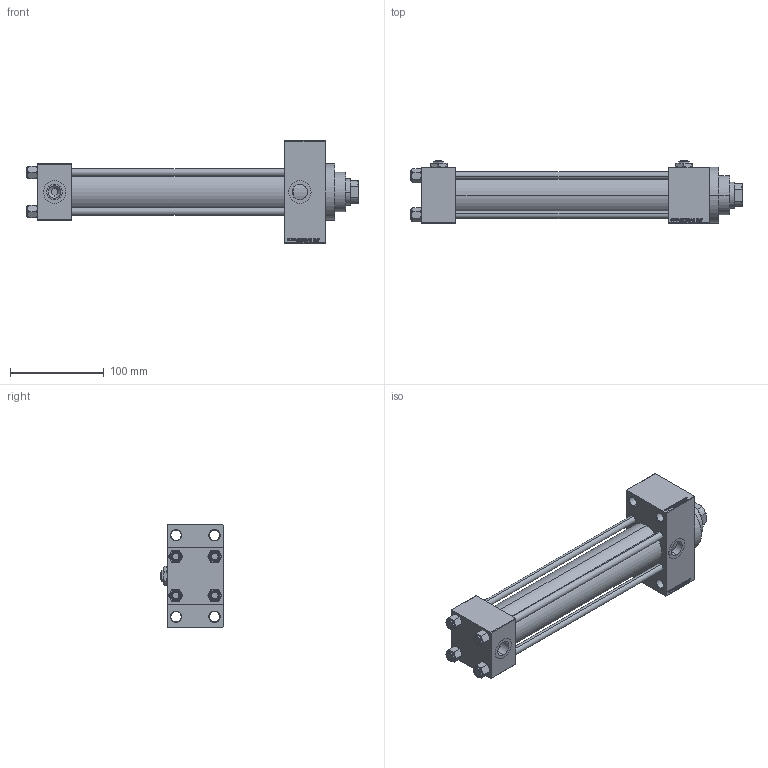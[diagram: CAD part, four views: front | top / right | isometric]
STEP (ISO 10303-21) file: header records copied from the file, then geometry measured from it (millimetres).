
FILE_DESCRIPTION (( 'STEP AP203' ), '1' );
FILE_NAME ('930d.STEP', '2023-09-13T10:46:18', ( '' ), ( '' ), 'SwSTEP 2.0', 'SolidWorks 2019', '' );
FILE_SCHEMA (( 'CONFIG_CONTROL_DESIGN' ));
Length unit declared in the file: millimetre
Products named in the file (7): NUT_M5_D 73719492fc513760d7d74f9747ef90a0; V215CR_D_Body 73719492fc513760d7d74f9747ef90a0; V215CR_VCP_D 73719492fc513760d7d74f9747ef90a0; V215CR_D_TYCINKA 73719492fc513760d7d74f9747ef90a0; Zatka_pro_OIL_PORT 73719492fc513760d7d74f9747ef90a0; 930d; V215_VC_A 73719492fc513760d7d74f9747ef90a0
Assembly tree (13 placements, depth 2):
  930d
    V215CR_D_Body 73719492fc513760d7d74f9747ef90a0
    V215CR_VCP_D 73719492fc513760d7d74f9747ef90a0
    NUT_M5_D 73719492fc513760d7d74f9747ef90a0  x4
    V215CR_D_TYCINKA 73719492fc513760d7d74f9747ef90a0  x4
    V215_VC_A 73719492fc513760d7d74f9747ef90a0
    Zatka_pro_OIL_PORT 73719492fc513760d7d74f9747ef90a0  x2
Bounding box: 354 x 67 x 109 mm (x, y, z)
Volume: 738477.5 mm3; surface area: 207990.5 mm2
Topology: 13 solids, 13 shells, 1206 faces, 2988 edges, 1923 vertices
Faces by surface type: plane 546, bspline 368, cone 184, cylinder 100, torus 8
Entity records: 49303 total; most frequent: CARTESIAN_POINT 25694, ORIENTED_EDGE 5276, DIRECTION 3460, EDGE_CURVE 2638, VERTEX_POINT 1721, LINE 1554, VECTOR 1554, EDGE_LOOP 1181
